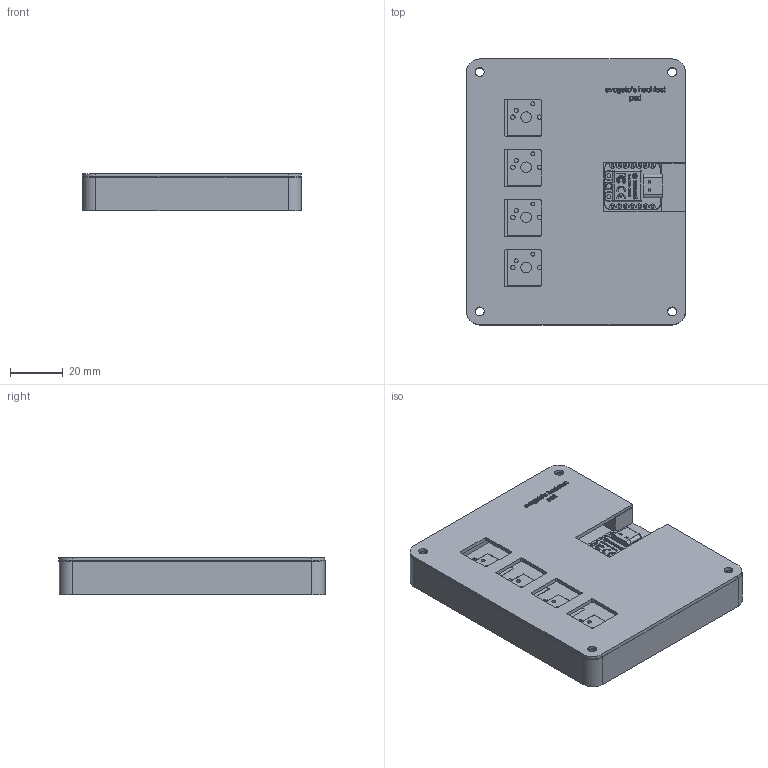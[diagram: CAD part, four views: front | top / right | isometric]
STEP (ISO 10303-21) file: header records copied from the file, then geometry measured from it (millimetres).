
FILE_DESCRIPTION(/* description */ (''),/* implementation_level */ '2;1');
FILE_NAME(/* name */ 'f306948b-617b-426c-9e37-6f12242a9717.stp',/* time_stamp */ '2025-06-28T20:23:13Z',/* author */ (''),/* organization */ (''),/* preprocessor_version */ 'ST-DEVELOPER v20.1',/* originating_system */ 'Autodesk Translation Framework v14.10.0.0',/* authorisation */ '');
FILE_SCHEMA (('AUTOMOTIVE_DESIGN { 1 0 10303 214 3 1 1 }'));
Products named in the file (17): 2025-06-28-16-04-32-719; 2025-06-26-20-53-36-067; hackpad 1; hackpad_silkscreen; hackpad_PCB; 2025-06-28-14-47-15-970; Seeed Studio XIAO RP2040; main; type-c v2; smd_button v3; SK6805-2.4x2.7 v1; Shell; DOUT; DIN; VSS; VDD; smd_button v3(Mirror)
Assembly tree (16 placements, depth 5):
  2025-06-28-16-04-32-719
    2025-06-26-20-53-36-067
    hackpad 1
      hackpad_silkscreen
      hackpad_PCB
    2025-06-28-14-47-15-970
    Seeed Studio XIAO RP2040
      main
        type-c v2
        smd_button v3
        SK6805-2.4x2.7 v1
          Shell
          DOUT
          DIN
          VSS
          VDD
        smd_button v3(Mirror)
Bounding box: 83.26 x 101.14 x 14.36 mm (x, y, z)
Volume: 73182.9 mm3; surface area: 52704.8 mm2
Topology: 86 solids, 123 shells, 1878 faces, 5430 edges, 3787 vertices
Faces by surface type: plane 1061, bspline 534, cylinder 255, torus 12, sphere 10, cone 6
Full cylindrical faces by diameter (mm): 0.4 x1, 0.5 x2, 0.8 x14, 0.889 x14, 1.5 x10, 1.7 x8, 2 x1, 3.4 x8, 4 x4, 6 x4
Entity records: 69011 total; most frequent: CARTESIAN_POINT 21646, ORIENTED_EDGE 10227, DIRECTION 7833, EDGE_CURVE 5422, VERTEX_POINT 3787, LINE 3657, VECTOR 3657, EDGE_LOOP 2090
